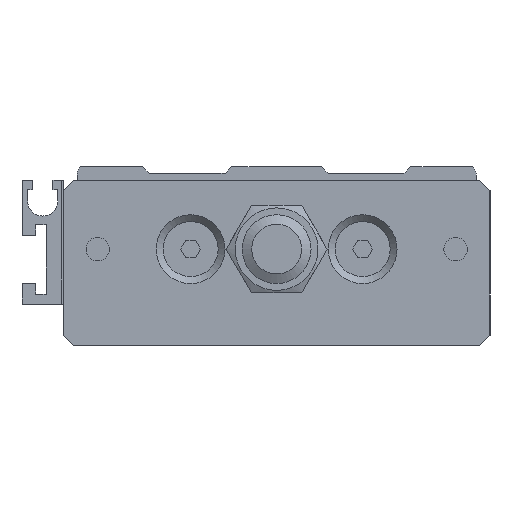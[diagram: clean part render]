
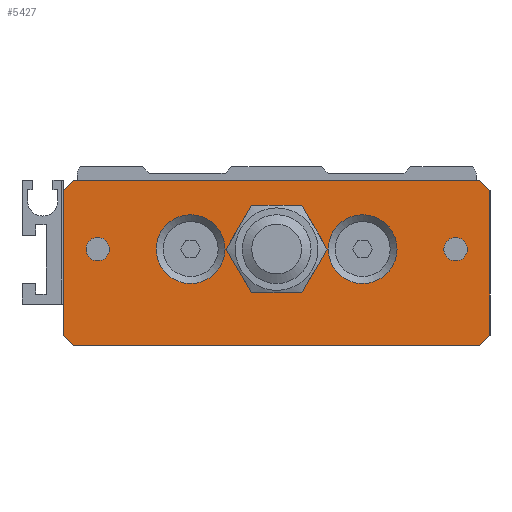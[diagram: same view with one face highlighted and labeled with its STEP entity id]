
A CAD part, left-side view. The second image highlights one B-rep face of the part: STEP entity #5427.
In plain terms, the highlighted planar face has unit normal (-1, 0, 0).
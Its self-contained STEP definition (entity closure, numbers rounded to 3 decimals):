
#4730=CARTESIAN_POINT('',(-12.,-237.5,-7.));
#4731=VERTEX_POINT('Vertex223',#4730);
#4732=CARTESIAN_POINT('',(-12.,-237.5,-17.));
#4733=VERTEX_POINT('Vertex222',#4732);
#4734=CARTESIAN_POINT('',(-12.,-237.5,-12.));
#4735=DIRECTION('',(1.,0.,0.));
#4736=DIRECTION('',(0.,0.,1.));
#4737=AXIS2_PLACEMENT_3D('',#4734,#4735,#4736);
#4738=CIRCLE('nurbsCrv285',#4737,5.);
#4739=EDGE_CURVE('Edge285',#4731,#4733,#4738,.T.);
#4741=CARTESIAN_POINT('',(-12.,-237.5,-12.));
#4742=DIRECTION('',(1.,0.,0.));
#4743=DIRECTION('',(0.,0.,-1.));
#4744=AXIS2_PLACEMENT_3D('',#4741,#4742,#4743);
#4745=CIRCLE('nurbsCrv286',#4744,5.);
#4746=EDGE_CURVE('Edge286',#4733,#4731,#4745,.T.);
#4836=CARTESIAN_POINT('',(-12.,-212.5,-7.));
#4837=VERTEX_POINT('Vertex232',#4836);
#4838=CARTESIAN_POINT('',(-12.,-212.5,-17.));
#4839=VERTEX_POINT('Vertex231',#4838);
#4840=CARTESIAN_POINT('',(-12.,-212.5,-12.));
#4841=DIRECTION('',(1.,0.,0.));
#4842=DIRECTION('',(0.,0.,1.));
#4843=AXIS2_PLACEMENT_3D('',#4840,#4841,#4842);
#4844=CIRCLE('nurbsCrv294',#4843,5.);
#4845=EDGE_CURVE('Edge294',#4837,#4839,#4844,.T.);
#4847=CARTESIAN_POINT('',(-12.,-212.5,-12.));
#4848=DIRECTION('',(1.,0.,0.));
#4849=DIRECTION('',(0.,0.,-1.));
#4850=AXIS2_PLACEMENT_3D('',#4847,#4848,#4849);
#4851=CIRCLE('nurbsCrv295',#4850,5.);
#4852=EDGE_CURVE('Edge295',#4839,#4837,#4851,.T.);
#5258=CARTESIAN_POINT('',(-12.,-256.,-3.5));
#5259=VERTEX_POINT('Vertex255',#5258);
#5260=CARTESIAN_POINT('',(-12.,-256.,-24.5));
#5261=VERTEX_POINT('Vertex254',#5260);
#5262=CARTESIAN_POINT('',(-12.,-256.,-14.));
#5263=DIRECTION('',(0.,0.,-1.));
#5264=VECTOR('',#5263,1.);
#5265=LINE('nurbsCrv329',#5262,#5264);
#5266=EDGE_CURVE('Edge329',#5259,#5261,#5265,.T.);
#5267=ORIENTED_EDGE('Edgeuse625',*,*,#5266,.F.);
#5268=CARTESIAN_POINT('',(-12.,-254.5,-2.));
#5269=VERTEX_POINT('Vertex256',#5268);
#5270=CARTESIAN_POINT('',(-12.,-255.25,-2.75));
#5271=DIRECTION('',(0.,-0.707,-0.707));
#5272=VECTOR('',#5271,1.);
#5273=LINE('nurbsCrv330',#5270,#5272);
#5274=EDGE_CURVE('Edge330',#5269,#5259,#5273,.T.);
#5275=ORIENTED_EDGE('Edgeuse626',*,*,#5274,.F.);
#5276=CARTESIAN_POINT('',(-12.,-195.5,-2.));
#5277=VERTEX_POINT('Vertex257',#5276);
#5278=CARTESIAN_POINT('',(-12.,-225.,-2.));
#5279=DIRECTION('',(0.,-1.,0.));
#5280=VECTOR('',#5279,1.);
#5281=LINE('nurbsCrv331',#5278,#5280);
#5282=EDGE_CURVE('Edge331',#5277,#5269,#5281,.T.);
#5283=ORIENTED_EDGE('Edgeuse627',*,*,#5282,.F.);
#5284=CARTESIAN_POINT('',(-12.,-194.,-3.5));
#5285=VERTEX_POINT('Vertex258',#5284);
#5286=CARTESIAN_POINT('',(-12.,-194.75,-2.75));
#5287=DIRECTION('',(0.,-0.707,0.707));
#5288=VECTOR('',#5287,1.);
#5289=LINE('nurbsCrv332',#5286,#5288);
#5290=EDGE_CURVE('Edge332',#5285,#5277,#5289,.T.);
#5291=ORIENTED_EDGE('Edgeuse628',*,*,#5290,.F.);
#5292=CARTESIAN_POINT('',(-12.,-194.,-24.5));
#5293=VERTEX_POINT('Vertex259',#5292);
#5294=CARTESIAN_POINT('',(-12.,-194.,-14.));
#5295=DIRECTION('',(0.,0.,1.));
#5296=VECTOR('',#5295,1.);
#5297=LINE('nurbsCrv333',#5294,#5296);
#5298=EDGE_CURVE('Edge333',#5293,#5285,#5297,.T.);
#5299=ORIENTED_EDGE('Edgeuse629',*,*,#5298,.F.);
#5300=CARTESIAN_POINT('',(-12.,-195.5,-26.));
#5301=VERTEX_POINT('Vertex260',#5300);
#5302=CARTESIAN_POINT('',(-12.,-194.75,-25.25));
#5303=DIRECTION('',(0.,0.707,0.707));
#5304=VECTOR('',#5303,1.);
#5305=LINE('nurbsCrv334',#5302,#5304);
#5306=EDGE_CURVE('Edge334',#5301,#5293,#5305,.T.);
#5307=ORIENTED_EDGE('Edgeuse630',*,*,#5306,.F.);
#5308=CARTESIAN_POINT('',(-12.,-254.5,-26.));
#5309=VERTEX_POINT('Vertex261',#5308);
#5310=CARTESIAN_POINT('',(-12.,-225.,-26.));
#5311=DIRECTION('',(0.,1.,0.));
#5312=VECTOR('',#5311,1.);
#5313=LINE('nurbsCrv335',#5310,#5312);
#5314=EDGE_CURVE('Edge335',#5309,#5301,#5313,.T.);
#5315=ORIENTED_EDGE('Edgeuse631',*,*,#5314,.F.);
#5316=CARTESIAN_POINT('',(-12.,-255.25,-25.25));
#5317=DIRECTION('',(0.,0.707,-0.707));
#5318=VECTOR('',#5317,1.);
#5319=LINE('nurbsCrv336',#5316,#5318);
#5320=EDGE_CURVE('Edge336',#5261,#5309,#5319,.T.);
#5321=ORIENTED_EDGE('Edgeuse632',*,*,#5320,.F.);
#5322=EDGE_LOOP('',(#5267,#5275,#5283,#5291,#5299,#5307,#5315,#5321));
#5323=FACE_OUTER_BOUND('',#5322,.T.);
#5324=CARTESIAN_POINT('',(-12.,-228.666,-5.65));
#5325=VERTEX_POINT('Vertex263',#5324);
#5326=CARTESIAN_POINT('',(-12.,-232.332,-12.));
#5327=VERTEX_POINT('Vertex262',#5326);
#5328=CARTESIAN_POINT('',(-12.,-230.499,-8.825));
#5329=DIRECTION('',(0.,-0.5,-0.866));
#5330=VECTOR('',#5329,1.);
#5331=LINE('nurbsCrv337',#5328,#5330);
#5332=EDGE_CURVE('Edge337',#5325,#5327,#5331,.T.);
#5333=ORIENTED_EDGE('Edgeuse633',*,*,#5332,.T.);
#5334=CARTESIAN_POINT('',(-12.,-228.666,-18.35));
#5335=VERTEX_POINT('Vertex264',#5334);
#5336=CARTESIAN_POINT('',(-12.,-230.499,-15.175));
#5337=DIRECTION('',(0.,0.5,-0.866));
#5338=VECTOR('',#5337,1.);
#5339=LINE('nurbsCrv338',#5336,#5338);
#5340=EDGE_CURVE('Edge338',#5327,#5335,#5339,.T.);
#5341=ORIENTED_EDGE('Edgeuse634',*,*,#5340,.T.);
#5342=CARTESIAN_POINT('',(-12.,-221.334,-18.35));
#5343=VERTEX_POINT('Vertex265',#5342);
#5344=CARTESIAN_POINT('',(-12.,-225.,-18.35));
#5345=DIRECTION('',(0.,1.,0.));
#5346=VECTOR('',#5345,1.);
#5347=LINE('nurbsCrv339',#5344,#5346);
#5348=EDGE_CURVE('Edge339',#5335,#5343,#5347,.T.);
#5349=ORIENTED_EDGE('Edgeuse635',*,*,#5348,.T.);
#5350=CARTESIAN_POINT('',(-12.,-217.668,-12.));
#5351=VERTEX_POINT('Vertex266',#5350);
#5352=CARTESIAN_POINT('',(-12.,-219.501,-15.175));
#5353=DIRECTION('',(0.,0.5,0.866));
#5354=VECTOR('',#5353,1.);
#5355=LINE('nurbsCrv340',#5352,#5354);
#5356=EDGE_CURVE('Edge340',#5343,#5351,#5355,.T.);
#5357=ORIENTED_EDGE('Edgeuse636',*,*,#5356,.T.);
#5358=CARTESIAN_POINT('',(-12.,-221.334,-5.65));
#5359=VERTEX_POINT('Vertex267',#5358);
#5360=CARTESIAN_POINT('',(-12.,-219.501,-8.825));
#5361=DIRECTION('',(0.,-0.5,0.866));
#5362=VECTOR('',#5361,1.);
#5363=LINE('nurbsCrv341',#5360,#5362);
#5364=EDGE_CURVE('Edge341',#5351,#5359,#5363,.T.);
#5365=ORIENTED_EDGE('Edgeuse637',*,*,#5364,.T.);
#5366=CARTESIAN_POINT('',(-12.,-225.,-5.65));
#5367=DIRECTION('',(0.,-1.,0.));
#5368=VECTOR('',#5367,1.);
#5369=LINE('nurbsCrv342',#5366,#5368);
#5370=EDGE_CURVE('Edge342',#5359,#5325,#5369,.T.);
#5371=ORIENTED_EDGE('Edgeuse638',*,*,#5370,.T.);
#5372=EDGE_LOOP('',(#5333,#5341,#5349,#5357,#5365,#5371));
#5373=FACE_BOUND('',#5372,.T.);
#5374=ORIENTED_EDGE('Edgeuse639',*,*,#4746,.T.);
#5375=ORIENTED_EDGE('Edgeuse640',*,*,#4739,.T.);
#5376=EDGE_LOOP('',(#5374,#5375));
#5377=FACE_BOUND('',#5376,.T.);
#5378=ORIENTED_EDGE('Edgeuse641',*,*,#4852,.T.);
#5379=ORIENTED_EDGE('Edgeuse642',*,*,#4845,.T.);
#5380=EDGE_LOOP('',(#5378,#5379));
#5381=FACE_BOUND('',#5380,.T.);
#5382=CARTESIAN_POINT('',(-12.,-199.,-13.7));
#5383=VERTEX_POINT('Vertex252',#5382);
#5384=CARTESIAN_POINT('',(-12.,-199.,-10.3));
#5385=VERTEX_POINT('Vertex359',#5384);
#5386=CARTESIAN_POINT('',(-12.,-199.,-12.));
#5387=DIRECTION('',(1.,0.,0.));
#5388=DIRECTION('',(0.,0.,-1.));
#5389=AXIS2_PLACEMENT_3D('',#5386,#5387,#5388);
#5390=CIRCLE('nurbsCrv1548',#5389,1.7);
#5391=EDGE_CURVE('Edge556',#5383,#5385,#5390,.T.);
#5392=ORIENTED_EDGE('Edgeuse1113',*,*,#5391,.T.);
#5393=CARTESIAN_POINT('',(-12.,-199.,-12.));
#5394=DIRECTION('',(1.,0.,0.));
#5395=DIRECTION('',(0.,0.,1.));
#5396=AXIS2_PLACEMENT_3D('',#5393,#5394,#5395);
#5397=CIRCLE('nurbsCrv1549',#5396,1.7);
#5398=EDGE_CURVE('Edge557',#5385,#5383,#5397,.T.);
#5399=ORIENTED_EDGE('Edgeuse1115',*,*,#5398,.T.);
#5400=EDGE_LOOP('',(#5392,#5399));
#5401=FACE_BOUND('',#5400,.T.);
#5402=CARTESIAN_POINT('',(-12.,-251.,-13.7));
#5403=VERTEX_POINT('Vertex253',#5402);
#5404=CARTESIAN_POINT('',(-12.,-251.,-10.3));
#5405=VERTEX_POINT('Vertex361',#5404);
#5406=CARTESIAN_POINT('',(-12.,-251.,-12.));
#5407=DIRECTION('',(1.,0.,0.));
#5408=DIRECTION('',(0.,0.,-1.));
#5409=AXIS2_PLACEMENT_3D('',#5406,#5407,#5408);
#5410=CIRCLE('nurbsCrv1563',#5409,1.7);
#5411=EDGE_CURVE('Edge561',#5403,#5405,#5410,.T.);
#5412=ORIENTED_EDGE('Edgeuse1123',*,*,#5411,.T.);
#5413=CARTESIAN_POINT('',(-12.,-251.,-12.));
#5414=DIRECTION('',(1.,0.,0.));
#5415=DIRECTION('',(0.,0.,1.));
#5416=AXIS2_PLACEMENT_3D('',#5413,#5414,#5415);
#5417=CIRCLE('nurbsCrv1564',#5416,1.7);
#5418=EDGE_CURVE('Edge562',#5405,#5403,#5417,.T.);
#5419=ORIENTED_EDGE('Edgeuse1125',*,*,#5418,.T.);
#5420=EDGE_LOOP('',(#5412,#5419));
#5421=FACE_BOUND('',#5420,.T.);
#5422=CARTESIAN_POINT('',(-12.,-225.,-14.));
#5423=DIRECTION('',(-1.,0.,0.));
#5424=DIRECTION('',(0.,0.,1.));
#5425=AXIS2_PLACEMENT_3D('',#5422,#5423,#5424);
#5426=PLANE('nurbsSrf165',#5425);
#5427=ADVANCED_FACE('Face165',(#5323,#5373,#5377,#5381,#5401,#5421),#5426,.T.);
